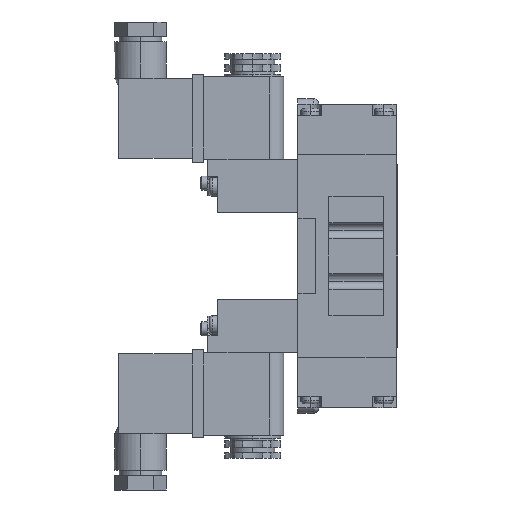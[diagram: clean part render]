
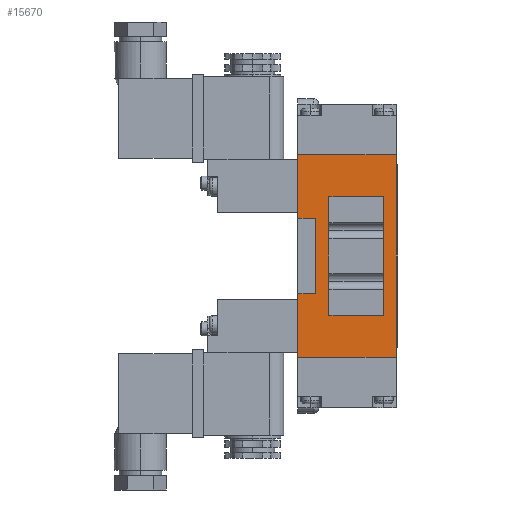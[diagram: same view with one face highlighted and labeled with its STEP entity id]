
A CAD part, left-side view. The second image highlights one B-rep face of the part: STEP entity #15670.
In plain terms, the highlighted planar face has unit normal (-1, 0, 0).
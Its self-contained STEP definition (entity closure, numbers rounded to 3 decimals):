
#923 = AXIS2_PLACEMENT_3D ( 'NONE', #17558, #17559, #17560 ) ;
#1773 = CARTESIAN_POINT ( 'NONE',  ( -20., 10.75, -22.5 ) ) ;
#1774 = DIRECTION ( 'NONE',  ( 0., 1., 0. ) ) ;
#1775 = CARTESIAN_POINT ( 'NONE',  ( -20., 10.75, -49.5 ) ) ;
#1776 = DIRECTION ( 'NONE',  ( 0., 0., 1. ) ) ;
#1777 = CARTESIAN_POINT ( 'NONE',  ( -20., 10.75, -49.5 ) ) ;
#1778 = DIRECTION ( 'NONE',  ( 0., 1., 0. ) ) ;
#1779 = CARTESIAN_POINT ( 'NONE',  ( -20., 17.15, -72. ) ) ;
#1780 = DIRECTION ( 'NONE',  ( 0., 0., 1. ) ) ;
#1781 = CARTESIAN_POINT ( 'NONE',  ( -20., 17.15, -72. ) ) ;
#1782 = DIRECTION ( 'NONE',  ( 0., -1., 0. ) ) ;
#1783 = CARTESIAN_POINT ( 'NONE',  ( -20., -17.85, -72. ) ) ;
#1784 = DIRECTION ( 'NONE',  ( 0., 0., -1. ) ) ;
#1785 = CARTESIAN_POINT ( 'NONE',  ( -20., 17.15, 0. ) ) ;
#1786 = DIRECTION ( 'NONE',  ( 0., -1., 0. ) ) ;
#1787 = CARTESIAN_POINT ( 'NONE',  ( -20., 17.15, -72. ) ) ;
#1788 = DIRECTION ( 'NONE',  ( 0., 0., 1. ) ) ;
#1789 = CARTESIAN_POINT ( 'NONE',  ( -20., 6.05, -57. ) ) ;
#1790 = DIRECTION ( 'NONE',  ( 0., 0., 1. ) ) ;
#1791 = CARTESIAN_POINT ( 'NONE',  ( -20., -13.45, -15. ) ) ;
#1792 = DIRECTION ( 'NONE',  ( 0., -1., 0. ) ) ;
#1793 = CARTESIAN_POINT ( 'NONE',  ( -20., -13.45, -57. ) ) ;
#1794 = DIRECTION ( 'NONE',  ( 0., 0., -1. ) ) ;
#1795 = CARTESIAN_POINT ( 'NONE',  ( -20., -13.45, -57. ) ) ;
#1796 = DIRECTION ( 'NONE',  ( 0., 1., 0. ) ) ;
#2963 = CARTESIAN_POINT ( 'NONE',  ( -20., 17.15, -72. ) ) ;
#2974 = CARTESIAN_POINT ( 'NONE',  ( -20., 17.15, -22.5 ) ) ;
#2976 = CARTESIAN_POINT ( 'NONE',  ( -20., 10.75, -49.5 ) ) ;
#2988 = CARTESIAN_POINT ( 'NONE',  ( -20., -13.45, -15. ) ) ;
#2996 = CARTESIAN_POINT ( 'NONE',  ( -20., 6.05, -15. ) ) ;
#3002 = CARTESIAN_POINT ( 'NONE',  ( -20., 17.15, -49.5 ) ) ;
#3007 = CARTESIAN_POINT ( 'NONE',  ( -20., -17.85, -72. ) ) ;
#3009 = CARTESIAN_POINT ( 'NONE',  ( -20., 6.05, -57. ) ) ;
#3021 = CARTESIAN_POINT ( 'NONE',  ( -20., 10.75, -22.5 ) ) ;
#3033 = CARTESIAN_POINT ( 'NONE',  ( -20., -17.85, 0. ) ) ;
#3043 = CARTESIAN_POINT ( 'NONE',  ( -20., 17.15, 0. ) ) ;
#3047 = CARTESIAN_POINT ( 'NONE',  ( -20., -13.45, -57. ) ) ;
#4250 = ORIENTED_EDGE ( 'NONE', *, *, #13804, .T. ) ;
#4251 = ORIENTED_EDGE ( 'NONE', *, *, #13803, .T. ) ;
#4252 = ORIENTED_EDGE ( 'NONE', *, *, #13802, .T. ) ;
#4253 = ORIENTED_EDGE ( 'NONE', *, *, #13801, .T. ) ;
#4254 = ORIENTED_EDGE ( 'NONE', *, *, #13800, .F. ) ;
#4255 = ORIENTED_EDGE ( 'NONE', *, *, #13799, .F. ) ;
#4256 = ORIENTED_EDGE ( 'NONE', *, *, #13798, .F. ) ;
#4257 = ORIENTED_EDGE ( 'NONE', *, *, #13797, .T. ) ;
#4258 = ORIENTED_EDGE ( 'NONE', *, *, #13796, .F. ) ;
#4259 = ORIENTED_EDGE ( 'NONE', *, *, #13795, .T. ) ;
#4260 = ORIENTED_EDGE ( 'NONE', *, *, #13794, .F. ) ;
#4261 = ORIENTED_EDGE ( 'NONE', *, *, #13793, .F. ) ;
#4932 = FACE_OUTER_BOUND ( 'NONE', #14665, .T. ) ;
#4933 = FACE_BOUND ( 'NONE', #14677, .T. ) ;
#8073 = LINE ( 'NONE', #1773, #8076 ) ;
#8076 = VECTOR ( 'NONE', #1774, 1000. ) ;
#8077 = LINE ( 'NONE', #1775, #8079 ) ;
#8079 = VECTOR ( 'NONE', #1776, 1000. ) ;
#8081 = LINE ( 'NONE', #1777, #8083 ) ;
#8083 = VECTOR ( 'NONE', #1778, 1000. ) ;
#8086 = LINE ( 'NONE', #1779, #8088 ) ;
#8088 = VECTOR ( 'NONE', #1780, 1000. ) ;
#8090 = LINE ( 'NONE', #1781, #8092 ) ;
#8092 = VECTOR ( 'NONE', #1782, 1000. ) ;
#8093 = LINE ( 'NONE', #1783, #8095 ) ;
#8095 = VECTOR ( 'NONE', #1784, 1000. ) ;
#8097 = LINE ( 'NONE', #1785, #8099 ) ;
#8099 = VECTOR ( 'NONE', #1786, 1000. ) ;
#8101 = LINE ( 'NONE', #1787, #8102 ) ;
#8102 = VECTOR ( 'NONE', #1788, 1000. ) ;
#8103 = LINE ( 'NONE', #1789, #8105 ) ;
#8105 = VECTOR ( 'NONE', #1790, 1000. ) ;
#8107 = LINE ( 'NONE', #1791, #8109 ) ;
#8109 = VECTOR ( 'NONE', #1792, 1000. ) ;
#8111 = LINE ( 'NONE', #1793, #8114 ) ;
#8114 = VECTOR ( 'NONE', #1794, 1000. ) ;
#8116 = LINE ( 'NONE', #1795, #8118 ) ;
#8118 = VECTOR ( 'NONE', #1796, 1000. ) ;
#13793 = EDGE_CURVE ( 'NONE', #19972, #19925, #8073, .T. ) ;
#13794 = EDGE_CURVE ( 'NONE', #19927, #19972, #8077, .T. ) ;
#13795 = EDGE_CURVE ( 'NONE', #19927, #19953, #8081, .T. ) ;
#13796 = EDGE_CURVE ( 'NONE', #19914, #19953, #8086, .T. ) ;
#13797 = EDGE_CURVE ( 'NONE', #19914, #19958, #8090, .T. ) ;
#13798 = EDGE_CURVE ( 'NONE', #19984, #19958, #8093, .T. ) ;
#13799 = EDGE_CURVE ( 'NONE', #19994, #19984, #8097, .T. ) ;
#13800 = EDGE_CURVE ( 'NONE', #19925, #19994, #8101, .T. ) ;
#13801 = EDGE_CURVE ( 'NONE', #19960, #19947, #8103, .T. ) ;
#13802 = EDGE_CURVE ( 'NONE', #19947, #19939, #8107, .T. ) ;
#13803 = EDGE_CURVE ( 'NONE', #19939, #19998, #8111, .T. ) ;
#13804 = EDGE_CURVE ( 'NONE', #19998, #19960, #8116, .T. ) ;
#14665 = EDGE_LOOP ( 'NONE', ( #4261, #4260, #4259, #4258, #4257, #4256, #4255, #4254 ) ) ;
#14677 = EDGE_LOOP ( 'NONE', ( #4253, #4252, #4251, #4250 ) ) ;
#15670 = ADVANCED_FACE ( 'NONE', ( #4932, #4933 ), #17557, .T. ) ;
#17557 = PLANE ( 'NONE',  #923 ) ;
#17558 = CARTESIAN_POINT ( 'NONE',  ( -20., 17.15, -72. ) ) ;
#17559 = DIRECTION ( 'NONE',  ( -1., 0., 0. ) ) ;
#17560 = DIRECTION ( 'NONE',  ( 0., 0., 1. ) ) ;
#19914 = VERTEX_POINT ( 'NONE', #2963 ) ;
#19925 = VERTEX_POINT ( 'NONE', #2974 ) ;
#19927 = VERTEX_POINT ( 'NONE', #2976 ) ;
#19939 = VERTEX_POINT ( 'NONE', #2988 ) ;
#19947 = VERTEX_POINT ( 'NONE', #2996 ) ;
#19953 = VERTEX_POINT ( 'NONE', #3002 ) ;
#19958 = VERTEX_POINT ( 'NONE', #3007 ) ;
#19960 = VERTEX_POINT ( 'NONE', #3009 ) ;
#19972 = VERTEX_POINT ( 'NONE', #3021 ) ;
#19984 = VERTEX_POINT ( 'NONE', #3033 ) ;
#19994 = VERTEX_POINT ( 'NONE', #3043 ) ;
#19998 = VERTEX_POINT ( 'NONE', #3047 ) ;
